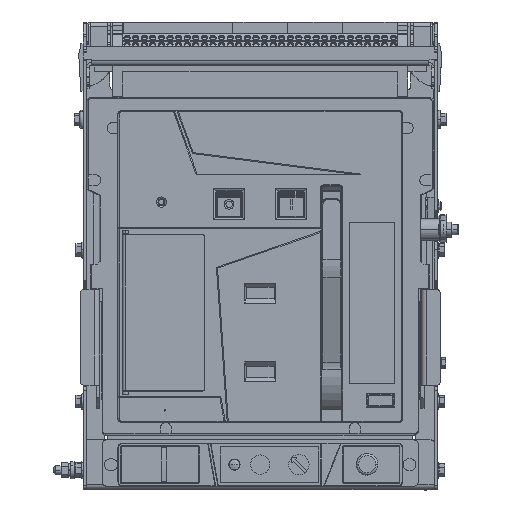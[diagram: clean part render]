
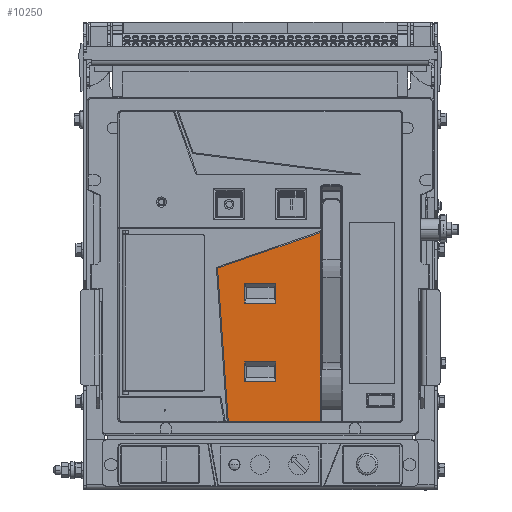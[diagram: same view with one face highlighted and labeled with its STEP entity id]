
A CAD part, top view. The second image highlights one B-rep face of the part: STEP entity #10250.
In plain terms, the highlighted face is planar.
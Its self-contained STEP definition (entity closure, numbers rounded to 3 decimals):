
#343 = CARTESIAN_POINT ( 'NONE',  ( 212.1, -2.5, -9. ) ) ;
#425 = VERTEX_POINT ( 'NONE', #81730 ) ;
#521 = EDGE_CURVE ( 'NONE', #64537, #21817, #129652, .T. ) ;
#2254 = VERTEX_POINT ( 'NONE', #66452 ) ;
#5341 = VERTEX_POINT ( 'NONE', #35263 ) ;
#6963 = EDGE_CURVE ( 'NONE', #59270, #13411, #35108, .T. ) ;
#7863 = ORIENTED_EDGE ( 'NONE', *, *, #44662, .T. ) ;
#8066 = LINE ( 'NONE', #101604, #145802 ) ;
#8274 = CARTESIAN_POINT ( 'NONE',  ( 101.5, 16.1, -9. ) ) ;
#8485 = EDGE_LOOP ( 'NONE', ( #78399, #7863, #47883, #99679 ) ) ;
#9311 = LINE ( 'NONE', #31044, #114468 ) ;
#10250 = ADVANCED_FACE ( 'NONE', ( #107454, #129934, #94748 ), #14638, .F. ) ;
#10615 = ORIENTED_EDGE ( 'NONE', *, *, #6963, .T. ) ;
#11506 = VERTEX_POINT ( 'NONE', #59762 ) ;
#12944 = CARTESIAN_POINT ( 'NONE',  ( 72.5, -52., -9. ) ) ;
#13411 = VERTEX_POINT ( 'NONE', #55392 ) ;
#13708 = VECTOR ( 'NONE', #136252, 1000. ) ;
#14638 = PLANE ( 'NONE',  #94596 ) ;
#15110 = VERTEX_POINT ( 'NONE', #8274 ) ;
#15828 = CARTESIAN_POINT ( 'NONE',  ( 212.1, 89.5, -9. ) ) ;
#19560 = LINE ( 'NONE', #64476, #77357 ) ;
#21817 = VERTEX_POINT ( 'NONE', #37760 ) ;
#21865 = VECTOR ( 'NONE', #58626, 1000. ) ;
#23986 = CARTESIAN_POINT ( 'NONE',  ( 31.1, -39., -9. ) ) ;
#29379 = DIRECTION ( 'NONE',  ( 0., -1., 0. ) ) ;
#31044 = CARTESIAN_POINT ( 'NONE',  ( 212.1, 70.9, -9. ) ) ;
#35108 = LINE ( 'NONE', #44854, #13708 ) ;
#35263 = CARTESIAN_POINT ( 'NONE',  ( 116.763, -39., -9. ) ) ;
#35715 = EDGE_CURVE ( 'NONE', #5341, #84733, #133221, .T. ) ;
#37760 = CARTESIAN_POINT ( 'NONE',  ( 72.5, 89.5, -9. ) ) ;
#38117 = ORIENTED_EDGE ( 'NONE', *, *, #35715, .T. ) ;
#38585 = VECTOR ( 'NONE', #53798, 1000. ) ;
#39328 = EDGE_CURVE ( 'NONE', #13411, #5341, #19560, .T. ) ;
#43160 = ORIENTED_EDGE ( 'NONE', *, *, #521, .T. ) ;
#44312 = LINE ( 'NONE', #135719, #109174 ) ;
#44662 = EDGE_CURVE ( 'NONE', #100944, #425, #130961, .T. ) ;
#44854 = CARTESIAN_POINT ( 'NONE',  ( 251.869, 60.23, -9. ) ) ;
#44969 = ORIENTED_EDGE ( 'NONE', *, *, #135557, .T. ) ;
#47026 = CARTESIAN_POINT ( 'NONE',  ( 101.5, 70.9, -9. ) ) ;
#47883 = ORIENTED_EDGE ( 'NONE', *, *, #147867, .T. ) ;
#50537 = DIRECTION ( 'NONE',  ( 1., 0., 0. ) ) ;
#53092 = ORIENTED_EDGE ( 'NONE', *, *, #62482, .T. ) ;
#53798 = DIRECTION ( 'NONE',  ( -1., 0., 0. ) ) ;
#54476 = CARTESIAN_POINT ( 'NONE',  ( 101.5, 89.5, -9. ) ) ;
#55392 = CARTESIAN_POINT ( 'NONE',  ( 126.727, 103.495, -9. ) ) ;
#56114 = ORIENTED_EDGE ( 'NONE', *, *, #135887, .T. ) ;
#56201 = DIRECTION ( 'NONE',  ( -0.07, -0.998, 0. ) ) ;
#58626 = DIRECTION ( 'NONE',  ( 0., -1., 0. ) ) ;
#59270 = VERTEX_POINT ( 'NONE', #143528 ) ;
#59762 = CARTESIAN_POINT ( 'NONE',  ( 72.5, 70.9, -9. ) ) ;
#60947 = VECTOR ( 'NONE', #29379, 1000. ) ;
#62482 = EDGE_CURVE ( 'NONE', #21817, #11506, #134954, .T. ) ;
#64476 = CARTESIAN_POINT ( 'NONE',  ( 116.361, -44.746, -9. ) ) ;
#64537 = VERTEX_POINT ( 'NONE', #54476 ) ;
#66452 = CARTESIAN_POINT ( 'NONE',  ( 72.5, 16.1, -9. ) ) ;
#72051 = VECTOR ( 'NONE', #141645, 1000. ) ;
#72954 = EDGE_CURVE ( 'NONE', #15110, #2254, #8066, .T. ) ;
#74357 = CARTESIAN_POINT ( 'NONE',  ( 101.5, -52., -9. ) ) ;
#76568 = DIRECTION ( 'NONE',  ( 0., 1., 0. ) ) ;
#77357 = VECTOR ( 'NONE', #56201, 1000. ) ;
#77691 = CARTESIAN_POINT ( 'NONE',  ( 31.1, -52., -9. ) ) ;
#78234 = ORIENTED_EDGE ( 'NONE', *, *, #96442, .T. ) ;
#78239 = DIRECTION ( 'NONE',  ( 1., 0., 0. ) ) ;
#78399 = ORIENTED_EDGE ( 'NONE', *, *, #120670, .T. ) ;
#79406 = EDGE_LOOP ( 'NONE', ( #38117, #78234, #10615, #79789 ) ) ;
#79789 = ORIENTED_EDGE ( 'NONE', *, *, #39328, .T. ) ;
#81730 = CARTESIAN_POINT ( 'NONE',  ( 101.5, -2.5, -9. ) ) ;
#82620 = EDGE_LOOP ( 'NONE', ( #53092, #44969, #56114, #43160 ) ) ;
#84733 = VERTEX_POINT ( 'NONE', #23986 ) ;
#84856 = DIRECTION ( 'NONE',  ( 0., 1., 0. ) ) ;
#84952 = VECTOR ( 'NONE', #78239, 1000. ) ;
#89058 = VECTOR ( 'NONE', #143696, 1000. ) ;
#94596 = AXIS2_PLACEMENT_3D ( 'NONE', #140467, #128467, #50537 ) ;
#94748 = FACE_BOUND ( 'NONE', #8485, .T. ) ;
#96442 = EDGE_CURVE ( 'NONE', #84733, #59270, #123393, .T. ) ;
#99679 = ORIENTED_EDGE ( 'NONE', *, *, #72954, .T. ) ;
#100464 = CARTESIAN_POINT ( 'NONE',  ( 72.5, -52., -9. ) ) ;
#100944 = VERTEX_POINT ( 'NONE', #124034 ) ;
#101604 = CARTESIAN_POINT ( 'NONE',  ( 212.1, 16.1, -9. ) ) ;
#106543 = LINE ( 'NONE', #12944, #21865 ) ;
#106607 = LINE ( 'NONE', #74357, #126556 ) ;
#107454 = FACE_OUTER_BOUND ( 'NONE', #79406, .T. ) ;
#109174 = VECTOR ( 'NONE', #76568, 1000. ) ;
#110455 = DIRECTION ( 'NONE',  ( 1., 0., 0. ) ) ;
#114468 = VECTOR ( 'NONE', #110455, 1000. ) ;
#120670 = EDGE_CURVE ( 'NONE', #2254, #100944, #106543, .T. ) ;
#121518 = VERTEX_POINT ( 'NONE', #47026 ) ;
#123393 = LINE ( 'NONE', #77691, #89058 ) ;
#124034 = CARTESIAN_POINT ( 'NONE',  ( 72.5, -2.5, -9. ) ) ;
#124099 = DIRECTION ( 'NONE',  ( -1., 0., 0. ) ) ;
#126556 = VECTOR ( 'NONE', #84856, 1000. ) ;
#128467 = DIRECTION ( 'NONE',  ( 0., 0., 1. ) ) ;
#129652 = LINE ( 'NONE', #15828, #72051 ) ;
#129934 = FACE_BOUND ( 'NONE', #82620, .T. ) ;
#130961 = LINE ( 'NONE', #343, #84952 ) ;
#133221 = LINE ( 'NONE', #144450, #38585 ) ;
#134954 = LINE ( 'NONE', #100464, #60947 ) ;
#135557 = EDGE_CURVE ( 'NONE', #11506, #121518, #9311, .T. ) ;
#135719 = CARTESIAN_POINT ( 'NONE',  ( 101.5, -52., -9. ) ) ;
#135887 = EDGE_CURVE ( 'NONE', #121518, #64537, #106607, .T. ) ;
#136252 = DIRECTION ( 'NONE',  ( 0.945, -0.327, 0. ) ) ;
#140467 = CARTESIAN_POINT ( 'NONE',  ( 212.1, -52., -9. ) ) ;
#141645 = DIRECTION ( 'NONE',  ( -1., 0., 0. ) ) ;
#143528 = CARTESIAN_POINT ( 'NONE',  ( 31.1, 136.556, -9. ) ) ;
#143696 = DIRECTION ( 'NONE',  ( 0., 1., 0. ) ) ;
#144450 = CARTESIAN_POINT ( 'NONE',  ( 37.1, -39., -9. ) ) ;
#145802 = VECTOR ( 'NONE', #124099, 1000. ) ;
#147867 = EDGE_CURVE ( 'NONE', #425, #15110, #44312, .T. ) ;
